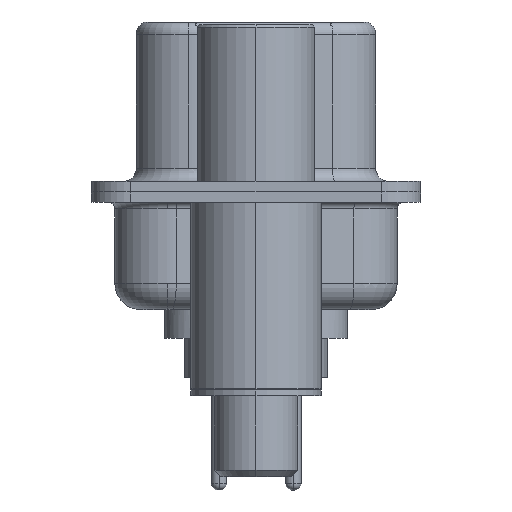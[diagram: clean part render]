
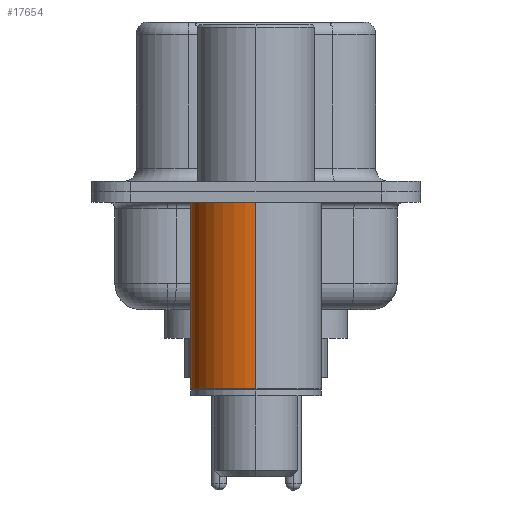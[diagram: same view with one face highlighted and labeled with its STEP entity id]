
A CAD part, left-side view. The second image highlights one B-rep face of the part: STEP entity #17654.
In plain terms, the highlighted cylindrical face has radius 2.5 mm (diameter 5 mm), a partial arc.
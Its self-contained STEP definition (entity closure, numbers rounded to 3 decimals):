
#89 = CIRCLE ( 'NONE', #8429, 2.5 ) ;
#1731 = EDGE_LOOP ( 'NONE', ( #20915, #8580, #17708, #6593 ) ) ;
#3465 = VERTEX_POINT ( 'NONE', #5323 ) ;
#3541 = DIRECTION ( 'NONE',  ( 0., 0., 1. ) ) ;
#3570 = CIRCLE ( 'NONE', #8983, 2.5 ) ;
#3577 = DIRECTION ( 'NONE',  ( 0., 0., 1. ) ) ;
#3659 = CARTESIAN_POINT ( 'NONE',  ( -2.5, 0., -7.525 ) ) ;
#4023 = VERTEX_POINT ( 'NONE', #13891 ) ;
#4430 = EDGE_CURVE ( 'NONE', #3465, #4023, #3570, .T. ) ;
#5323 = CARTESIAN_POINT ( 'NONE',  ( 2.5, 0., -0.4 ) ) ;
#5441 = DIRECTION ( 'NONE',  ( 1., 0., 0. ) ) ;
#6593 = ORIENTED_EDGE ( 'NONE', *, *, #22901, .F. ) ;
#7546 = DIRECTION ( 'NONE',  ( 0., 0., 1. ) ) ;
#7627 = CARTESIAN_POINT ( 'NONE',  ( 0., 0., -0.4 ) ) ;
#7894 = DIRECTION ( 'NONE',  ( 0., 0., 1. ) ) ;
#8403 = CARTESIAN_POINT ( 'NONE',  ( -2.5, 0., 0.581 ) ) ;
#8429 = AXIS2_PLACEMENT_3D ( 'NONE', #18610, #7894, #20391 ) ;
#8580 = ORIENTED_EDGE ( 'NONE', *, *, #12941, .T. ) ;
#8983 = AXIS2_PLACEMENT_3D ( 'NONE', #7627, #7546, #22219 ) ;
#9413 = VERTEX_POINT ( 'NONE', #19103 ) ;
#10753 = AXIS2_PLACEMENT_3D ( 'NONE', #17975, #3541, #5441 ) ;
#10771 = VERTEX_POINT ( 'NONE', #3659 ) ;
#10897 = CARTESIAN_POINT ( 'NONE',  ( 2.5, 0., 0.581 ) ) ;
#11045 = LINE ( 'NONE', #10897, #15215 ) ;
#12941 = EDGE_CURVE ( 'NONE', #10771, #4023, #17857, .T. ) ;
#13136 = VECTOR ( 'NONE', #20970, 1000. ) ;
#13891 = CARTESIAN_POINT ( 'NONE',  ( -2.5, 0., -0.4 ) ) ;
#15215 = VECTOR ( 'NONE', #3577, 1000. ) ;
#17654 = ADVANCED_FACE ( 'NONE', ( #21576 ), #21025, .T. ) ;
#17708 = ORIENTED_EDGE ( 'NONE', *, *, #4430, .F. ) ;
#17857 = LINE ( 'NONE', #8403, #13136 ) ;
#17975 = CARTESIAN_POINT ( 'NONE',  ( 0., 0., 0.581 ) ) ;
#18610 = CARTESIAN_POINT ( 'NONE',  ( 0., 0., -7.525 ) ) ;
#19103 = CARTESIAN_POINT ( 'NONE',  ( 2.5, 0., -7.525 ) ) ;
#20391 = DIRECTION ( 'NONE',  ( 1., 0., 0. ) ) ;
#20915 = ORIENTED_EDGE ( 'NONE', *, *, #22460, .T. ) ;
#20970 = DIRECTION ( 'NONE',  ( 0., 0., 1. ) ) ;
#21025 = CYLINDRICAL_SURFACE ( 'NONE', #10753, 2.5 ) ;
#21576 = FACE_OUTER_BOUND ( 'NONE', #1731, .T. ) ;
#22219 = DIRECTION ( 'NONE',  ( 1., 0., 0. ) ) ;
#22460 = EDGE_CURVE ( 'NONE', #9413, #10771, #89, .T. ) ;
#22901 = EDGE_CURVE ( 'NONE', #9413, #3465, #11045, .T. ) ;
